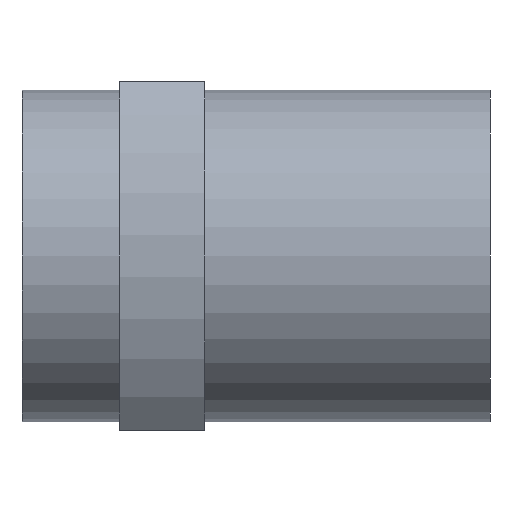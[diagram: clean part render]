
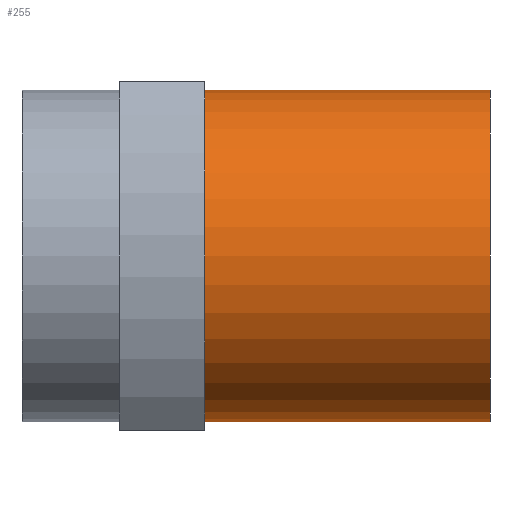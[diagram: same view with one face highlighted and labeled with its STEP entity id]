
A CAD part, front view. The second image highlights one B-rep face of the part: STEP entity #255.
In plain terms, the highlighted cylindrical face has radius 19.5 mm (diameter 39 mm), a full revolution.
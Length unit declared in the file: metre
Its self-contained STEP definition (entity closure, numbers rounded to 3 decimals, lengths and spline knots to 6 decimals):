
#70=ORIENTED_EDGE('',*,*,#119,.T.);
#71=ORIENTED_EDGE('',*,*,#104,.F.);
#104=EDGE_CURVE('',#132,#132,#152,.T.);
#119=EDGE_CURVE('',#143,#143,#161,.T.);
#132=VERTEX_POINT('',#438);
#143=VERTEX_POINT('',#468);
#152=CIRCLE('',#288,0.0195);
#161=CIRCLE('',#301,0.0195);
#184=EDGE_LOOP('',(#70));
#185=EDGE_LOOP('',(#71));
#222=FACE_BOUND('',#184,.T.);
#223=FACE_BOUND('',#185,.T.);
#241=CYLINDRICAL_SURFACE('',#302,0.0195);
#255=ADVANCED_FACE('',(#222,#223),#241,.T.);
#288=AXIS2_PLACEMENT_3D('',#437,#337,#338);
#301=AXIS2_PLACEMENT_3D('',#467,#369,#370);
#302=AXIS2_PLACEMENT_3D('',#469,#371,#372);
#337=DIRECTION('',(-1.,0.,0.));
#338=DIRECTION('',(0.,1.,0.));
#369=DIRECTION('',(-1.,0.,0.));
#370=DIRECTION('',(0.,1.,0.));
#371=DIRECTION('',(-1.,0.,0.));
#372=DIRECTION('',(0.,1.,0.));
#437=CARTESIAN_POINT('',(-0.0035,0.,0.));
#438=CARTESIAN_POINT('',(-0.0035,0.0195,0.));
#467=CARTESIAN_POINT('',(0.03,0.,0.));
#468=CARTESIAN_POINT('',(0.03,0.0195,0.));
#469=CARTESIAN_POINT('',(0.078892,0.,0.));
